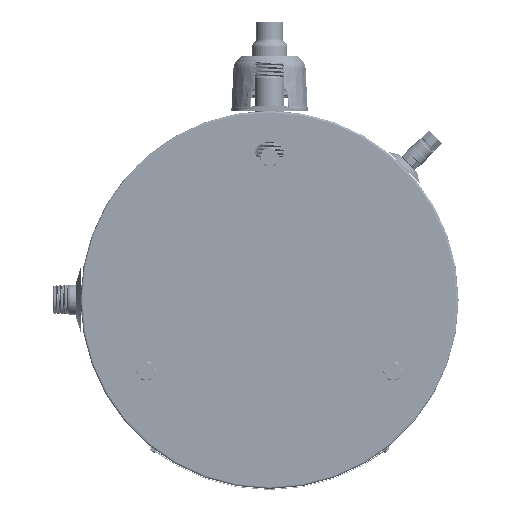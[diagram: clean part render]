
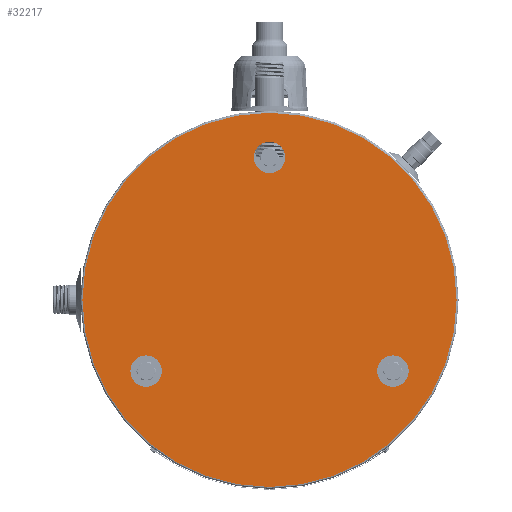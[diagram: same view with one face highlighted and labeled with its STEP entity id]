
A CAD part, front view. The second image highlights one B-rep face of the part: STEP entity #32217.
In plain terms, the highlighted planar face has unit normal (0, -1, 0).
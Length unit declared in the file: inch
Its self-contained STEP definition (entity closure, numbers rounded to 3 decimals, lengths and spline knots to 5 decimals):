
#4925 = EDGE_CURVE ( 'NONE', #141537, #141537, #92468, .T. ) ;
#6637 = DIRECTION ( 'NONE',  ( 0., 1., 0. ) ) ;
#9146 = PLANE ( 'NONE',  #70171 ) ;
#13126 = CARTESIAN_POINT ( 'NONE',  ( 7.85303, 1.5325, -3.53395 ) ) ;
#14001 = VERTEX_POINT ( 'NONE', #54506 ) ;
#17820 = DIRECTION ( 'NONE',  ( 0., 1., 0. ) ) ;
#25678 = CIRCLE ( 'NONE', #149777, 1. ) ;
#32217 = ADVANCED_FACE ( 'NONE', ( #112337, #72584, #47295, #161280 ), #9146, .F. ) ;
#36959 = DIRECTION ( 'NONE',  ( 0., 0., 1. ) ) ;
#38483 = CARTESIAN_POINT ( 'NONE',  ( -7.85303, 1.5325, -3.53395 ) ) ;
#41334 = CARTESIAN_POINT ( 'NONE',  ( 0., 1.5325, 0. ) ) ;
#47295 = FACE_BOUND ( 'NONE', #85985, .T. ) ;
#54506 = CARTESIAN_POINT ( 'NONE',  ( 0., 1.5325, -11.905 ) ) ;
#61740 = AXIS2_PLACEMENT_3D ( 'NONE', #112612, #62708, #165706 ) ;
#62708 = DIRECTION ( 'NONE',  ( 0., 1., 0. ) ) ;
#65295 = EDGE_CURVE ( 'NONE', #104962, #104962, #131831, .T. ) ;
#68687 = CARTESIAN_POINT ( 'NONE',  ( 0., 1.5325, 0. ) ) ;
#70171 = AXIS2_PLACEMENT_3D ( 'NONE', #68687, #6637, #163760 ) ;
#72584 = FACE_BOUND ( 'NONE', #130643, .T. ) ;
#72694 = CIRCLE ( 'NONE', #94294, 11.905 ) ;
#85985 = EDGE_LOOP ( 'NONE', ( #131019 ) ) ;
#92290 = CARTESIAN_POINT ( 'NONE',  ( 0., 1.5325, 10.0679 ) ) ;
#92468 = CIRCLE ( 'NONE', #122133, 1. ) ;
#92855 = DIRECTION ( 'NONE',  ( 0., -1., 0. ) ) ;
#94294 = AXIS2_PLACEMENT_3D ( 'NONE', #41334, #92855, #144356 ) ;
#98974 = ORIENTED_EDGE ( 'NONE', *, *, #4925, .T. ) ;
#100360 = CARTESIAN_POINT ( 'NONE',  ( 7.85303, 1.5325, -4.53395 ) ) ;
#104962 = VERTEX_POINT ( 'NONE', #92290 ) ;
#106687 = EDGE_CURVE ( 'NONE', #14001, #14001, #72694, .T. ) ;
#112337 = FACE_BOUND ( 'NONE', #155143, .T. ) ;
#112612 = CARTESIAN_POINT ( 'NONE',  ( 0., 1.5325, 9.0679 ) ) ;
#118712 = EDGE_LOOP ( 'NONE', ( #129832 ) ) ;
#122133 = AXIS2_PLACEMENT_3D ( 'NONE', #157993, #17820, #161340 ) ;
#129832 = ORIENTED_EDGE ( 'NONE', *, *, #106687, .T. ) ;
#130643 = EDGE_LOOP ( 'NONE', ( #132114 ) ) ;
#131019 = ORIENTED_EDGE ( 'NONE', *, *, #65295, .T. ) ;
#131831 = CIRCLE ( 'NONE', #61740, 1. ) ;
#132114 = ORIENTED_EDGE ( 'NONE', *, *, #156455, .T. ) ;
#139207 = DIRECTION ( 'NONE',  ( 0., 1., 0. ) ) ;
#141537 = VERTEX_POINT ( 'NONE', #38483 ) ;
#144356 = DIRECTION ( 'NONE',  ( 0., 0., -1. ) ) ;
#149777 = AXIS2_PLACEMENT_3D ( 'NONE', #100360, #139207, #36959 ) ;
#151660 = VERTEX_POINT ( 'NONE', #13126 ) ;
#155143 = EDGE_LOOP ( 'NONE', ( #98974 ) ) ;
#156455 = EDGE_CURVE ( 'NONE', #151660, #151660, #25678, .T. ) ;
#157993 = CARTESIAN_POINT ( 'NONE',  ( -7.85303, 1.5325, -4.53395 ) ) ;
#161280 = FACE_OUTER_BOUND ( 'NONE', #118712, .T. ) ;
#161340 = DIRECTION ( 'NONE',  ( 0., 0., 1. ) ) ;
#163760 = DIRECTION ( 'NONE',  ( 0., 0., 1. ) ) ;
#165706 = DIRECTION ( 'NONE',  ( 0., 0., 1. ) ) ;
